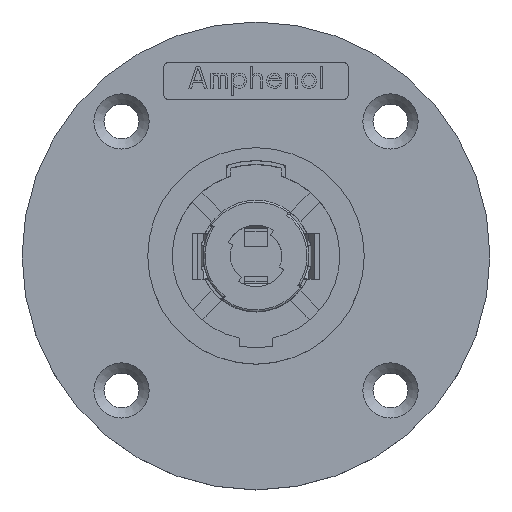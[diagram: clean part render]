
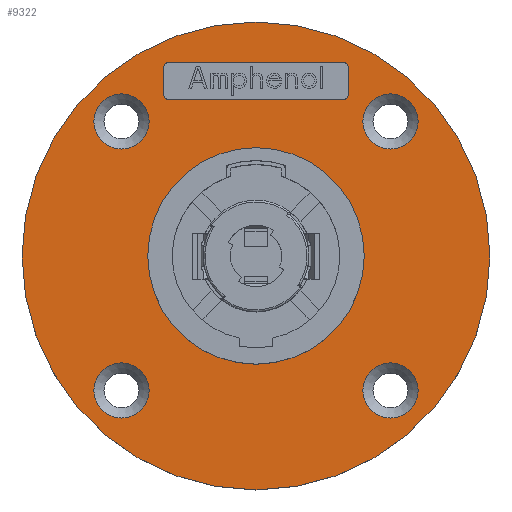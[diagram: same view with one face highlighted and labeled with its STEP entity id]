
A CAD part, top view. The second image highlights one B-rep face of the part: STEP entity #9322.
In plain terms, the highlighted planar face has unit normal (0, 0, 1).
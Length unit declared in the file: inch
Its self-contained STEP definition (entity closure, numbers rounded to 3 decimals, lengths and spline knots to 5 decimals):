
#167=FACE_BOUND('',#802,.T.);
#168=FACE_BOUND('',#803,.T.);
#169=FACE_BOUND('',#804,.T.);
#170=FACE_BOUND('',#805,.T.);
#171=FACE_BOUND('',#806,.T.);
#172=FACE_BOUND('',#807,.T.);
#276=CIRCLE('',#9676,0.4626);
#289=CIRCLE('',#9691,1.);
#290=CIRCLE('',#9692,0.11811);
#291=CIRCLE('',#9693,0.11811);
#292=CIRCLE('',#9694,0.11811);
#293=CIRCLE('',#9695,0.11811);
#294=CIRCLE('',#9696,0.01969);
#295=CIRCLE('',#9697,0.01969);
#296=CIRCLE('',#9698,0.01969);
#297=CIRCLE('',#9699,0.01969);
#506=FACE_OUTER_BOUND('',#801,.T.);
#801=EDGE_LOOP('',(#6812));
#802=EDGE_LOOP('',(#6813));
#803=EDGE_LOOP('',(#6814));
#804=EDGE_LOOP('',(#6815));
#805=EDGE_LOOP('',(#6816));
#806=EDGE_LOOP('',(#6817));
#807=EDGE_LOOP('',(#6818,#6819,#6820,#6821,#6822,#6823,#6824,#6825));
#1269=LINE('',#12907,#2549);
#1270=LINE('',#12911,#2550);
#1271=LINE('',#12915,#2551);
#1272=LINE('',#12919,#2552);
#2549=VECTOR('',#10442,0.11811);
#2550=VECTOR('',#10445,0.74803);
#2551=VECTOR('',#10448,0.11811);
#2552=VECTOR('',#10451,0.74803);
#3846=VERTEX_POINT('',#12844);
#3869=VERTEX_POINT('',#12895);
#3870=VERTEX_POINT('',#12897);
#3871=VERTEX_POINT('',#12899);
#3872=VERTEX_POINT('',#12901);
#3873=VERTEX_POINT('',#12903);
#3874=VERTEX_POINT('',#12905);
#3875=VERTEX_POINT('',#12906);
#3876=VERTEX_POINT('',#12908);
#3877=VERTEX_POINT('',#12910);
#3878=VERTEX_POINT('',#12912);
#3879=VERTEX_POINT('',#12914);
#3880=VERTEX_POINT('',#12916);
#3881=VERTEX_POINT('',#12918);
#5171=EDGE_CURVE('',#3846,#3846,#276,.T.);
#5197=EDGE_CURVE('',#3869,#3869,#289,.T.);
#5198=EDGE_CURVE('',#3870,#3870,#290,.T.);
#5199=EDGE_CURVE('',#3871,#3871,#291,.T.);
#5200=EDGE_CURVE('',#3872,#3872,#292,.T.);
#5201=EDGE_CURVE('',#3873,#3873,#293,.T.);
#5202=EDGE_CURVE('',#3874,#3875,#1269,.T.);
#5203=EDGE_CURVE('',#3874,#3876,#294,.T.);
#5204=EDGE_CURVE('',#3877,#3876,#1270,.T.);
#5205=EDGE_CURVE('',#3877,#3878,#295,.T.);
#5206=EDGE_CURVE('',#3879,#3878,#1271,.T.);
#5207=EDGE_CURVE('',#3879,#3880,#296,.T.);
#5208=EDGE_CURVE('',#3881,#3880,#1272,.T.);
#5209=EDGE_CURVE('',#3881,#3875,#297,.T.);
#6812=ORIENTED_EDGE('',*,*,#5197,.T.);
#6813=ORIENTED_EDGE('',*,*,#5171,.T.);
#6814=ORIENTED_EDGE('',*,*,#5198,.F.);
#6815=ORIENTED_EDGE('',*,*,#5199,.F.);
#6816=ORIENTED_EDGE('',*,*,#5200,.F.);
#6817=ORIENTED_EDGE('',*,*,#5201,.F.);
#6818=ORIENTED_EDGE('',*,*,#5202,.F.);
#6819=ORIENTED_EDGE('',*,*,#5203,.T.);
#6820=ORIENTED_EDGE('',*,*,#5204,.F.);
#6821=ORIENTED_EDGE('',*,*,#5205,.T.);
#6822=ORIENTED_EDGE('',*,*,#5206,.F.);
#6823=ORIENTED_EDGE('',*,*,#5207,.T.);
#6824=ORIENTED_EDGE('',*,*,#5208,.F.);
#6825=ORIENTED_EDGE('',*,*,#5209,.T.);
#8830=PLANE('',#9690);
#9322=ADVANCED_FACE('',(#506,#167,#168,#169,#170,#171,#172),#8830,.T.);
#9676=AXIS2_PLACEMENT_3D('',#12845,#10389,#10390);
#9690=AXIS2_PLACEMENT_3D('',#12894,#10430,#10431);
#9691=AXIS2_PLACEMENT_3D('',#12896,#10432,#10433);
#9692=AXIS2_PLACEMENT_3D('',#12898,#10434,#10435);
#9693=AXIS2_PLACEMENT_3D('',#12900,#10436,#10437);
#9694=AXIS2_PLACEMENT_3D('',#12902,#10438,#10439);
#9695=AXIS2_PLACEMENT_3D('',#12904,#10440,#10441);
#9696=AXIS2_PLACEMENT_3D('',#12909,#10443,#10444);
#9697=AXIS2_PLACEMENT_3D('',#12913,#10446,#10447);
#9698=AXIS2_PLACEMENT_3D('',#12917,#10449,#10450);
#9699=AXIS2_PLACEMENT_3D('',#12920,#10452,#10453);
#10389=DIRECTION('center_axis',(0.,0.,-1.));
#10390=DIRECTION('ref_axis',(-1.,0.,0.));
#10430=DIRECTION('center_axis',(0.,0.,1.));
#10431=DIRECTION('ref_axis',(1.,0.,0.));
#10432=DIRECTION('center_axis',(0.,0.,1.));
#10433=DIRECTION('ref_axis',(1.,0.,0.));
#10434=DIRECTION('center_axis',(0.,0.,1.));
#10435=DIRECTION('ref_axis',(1.,0.,0.));
#10436=DIRECTION('center_axis',(0.,0.,1.));
#10437=DIRECTION('ref_axis',(1.,0.,0.));
#10438=DIRECTION('center_axis',(0.,0.,1.));
#10439=DIRECTION('ref_axis',(1.,0.,0.));
#10440=DIRECTION('center_axis',(0.,0.,1.));
#10441=DIRECTION('ref_axis',(1.,0.,0.));
#10442=DIRECTION('',(0.,1.,0.));
#10443=DIRECTION('center_axis',(0.,0.,-1.));
#10444=DIRECTION('ref_axis',(1.,0.,0.));
#10445=DIRECTION('',(1.,0.,0.));
#10446=DIRECTION('center_axis',(0.,0.,-1.));
#10447=DIRECTION('ref_axis',(0.,-1.,0.));
#10448=DIRECTION('',(0.,-1.,0.));
#10449=DIRECTION('center_axis',(0.,0.,-1.));
#10450=DIRECTION('ref_axis',(-1.,0.,0.));
#10451=DIRECTION('',(-1.,0.,0.));
#10452=DIRECTION('center_axis',(0.,0.,-1.));
#10453=DIRECTION('ref_axis',(0.,1.,0.));
#12844=CARTESIAN_POINT('',(0.4626,0.,0.));
#12845=CARTESIAN_POINT('Origin',(0.,0.,0.));
#12894=CARTESIAN_POINT('Origin',(-16.21582,-6.32888,0.));
#12895=CARTESIAN_POINT('',(-1.,0.,0.));
#12896=CARTESIAN_POINT('Origin',(0.,0.,0.));
#12897=CARTESIAN_POINT('',(-0.45676,0.57487,0.));
#12898=CARTESIAN_POINT('Origin',(-0.57487,0.57487,0.));
#12899=CARTESIAN_POINT('',(0.69298,0.57487,0.));
#12900=CARTESIAN_POINT('Origin',(0.57487,0.57487,0.));
#12901=CARTESIAN_POINT('',(0.69298,-0.57487,0.));
#12902=CARTESIAN_POINT('Origin',(0.57487,-0.57487,0.));
#12903=CARTESIAN_POINT('',(-0.45676,-0.57487,0.));
#12904=CARTESIAN_POINT('Origin',(-0.57487,-0.57487,
0.));
#12905=CARTESIAN_POINT('',(0.3937,0.68898,0.));
#12906=CARTESIAN_POINT('',(0.3937,0.80709,0.));
#12907=CARTESIAN_POINT('',(0.3937,0.68898,0.));
#12908=CARTESIAN_POINT('',(0.37402,0.66929,0.));
#12909=CARTESIAN_POINT('Origin',(0.37402,0.68898,0.));
#12910=CARTESIAN_POINT('',(-0.37402,0.66929,0.));
#12911=CARTESIAN_POINT('',(-0.37402,0.66929,0.));
#12912=CARTESIAN_POINT('',(-0.3937,0.68898,0.));
#12913=CARTESIAN_POINT('Origin',(-0.37402,0.68898,0.));
#12914=CARTESIAN_POINT('',(-0.3937,0.80709,0.));
#12915=CARTESIAN_POINT('',(-0.3937,0.80709,0.));
#12916=CARTESIAN_POINT('',(-0.37402,0.82677,0.));
#12917=CARTESIAN_POINT('Origin',(-0.37402,0.80709,0.));
#12918=CARTESIAN_POINT('',(0.37402,0.82677,0.));
#12919=CARTESIAN_POINT('',(0.37402,0.82677,0.));
#12920=CARTESIAN_POINT('Origin',(0.37402,0.80709,0.));
